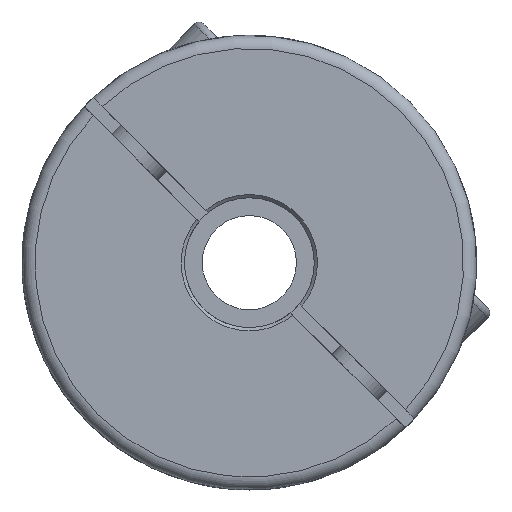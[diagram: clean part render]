
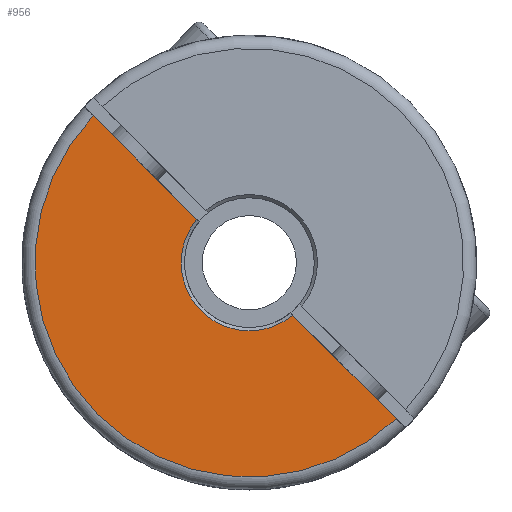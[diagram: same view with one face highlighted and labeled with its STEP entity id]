
A CAD part, left-side view. The second image highlights one B-rep face of the part: STEP entity #956.
In plain terms, the highlighted planar face has unit normal (-1, 0, 0).
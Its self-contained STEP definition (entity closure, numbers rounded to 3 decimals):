
#956 = ADVANCED_FACE( '', ( #2016 ), #2017, .T. );
#2016 = FACE_OUTER_BOUND( '', #3071, .T. );
#2017 = PLANE( '', #3072 );
#3071 = EDGE_LOOP( '', ( #5801, #5802, #5803, #5804 ) );
#3072 = AXIS2_PLACEMENT_3D( '', #5805, #5806, #5807 );
#5801 = ORIENTED_EDGE( '', *, *, #6770, .T. );
#5802 = ORIENTED_EDGE( '', *, *, #6386, .T. );
#5803 = ORIENTED_EDGE( '', *, *, #6725, .T. );
#5804 = ORIENTED_EDGE( '', *, *, #6684, .T. );
#5805 = CARTESIAN_POINT( '', ( -37., -5.303, 5.303 ) );
#5806 = DIRECTION( '', ( -1., 0., 0. ) );
#5807 = DIRECTION( '', ( 0., -0.707, 0.707 ) );
#6386 = EDGE_CURVE( '', #7800, #7802, #7804, .F. );
#6684 = EDGE_CURVE( '', #8222, #8220, #8223, .T. );
#6725 = EDGE_CURVE( '', #7802, #8222, #8271, .T. );
#6770 = EDGE_CURVE( '', #8220, #7800, #8320, .T. );
#7800 = VERTEX_POINT( '', #10403 );
#7802 = VERTEX_POINT( '', #10408 );
#7804 = CIRCLE( '', #10413, 10.5 );
#8220 = VERTEX_POINT( '', #11324 );
#8222 = VERTEX_POINT( '', #11339 );
#8223 = CIRCLE( '', #11340, 33. );
#8271 = LINE( '', #11453, #11454 );
#8320 = LINE( '', #11532, #11533 );
#10403 = CARTESIAN_POINT( '', ( -37., -6.684, -8.098 ) );
#10408 = CARTESIAN_POINT( '', ( -37., 8.098, 6.684 ) );
#10413 = AXIS2_PLACEMENT_3D( '', #12564, #12565, #12566 );
#11324 = CARTESIAN_POINT( '', ( -37., -22.617, -24.031 ) );
#11339 = CARTESIAN_POINT( '', ( -37., 24.031, 22.617 ) );
#11340 = AXIS2_PLACEMENT_3D( '', #12924, #12925, #12926 );
#11453 = CARTESIAN_POINT( '', ( -37., 0.707, -0.707 ) );
#11454 = VECTOR( '', #12963, 1000. );
#11532 = CARTESIAN_POINT( '', ( -37., 0.707, -0.707 ) );
#11533 = VECTOR( '', #13009, 1000. );
#12564 = CARTESIAN_POINT( '', ( -37., 0., 0. ) );
#12565 = DIRECTION( '', ( -1., 0., 0. ) );
#12566 = DIRECTION( '', ( 0., -1., 0. ) );
#12924 = CARTESIAN_POINT( '', ( -37., 0., 0. ) );
#12925 = DIRECTION( '', ( -1., 0., 0. ) );
#12926 = DIRECTION( '', ( 0., -0.707, 0.707 ) );
#12963 = DIRECTION( '', ( 0., 0.707, 0.707 ) );
#13009 = DIRECTION( '', ( 0., 0.707, 0.707 ) );
